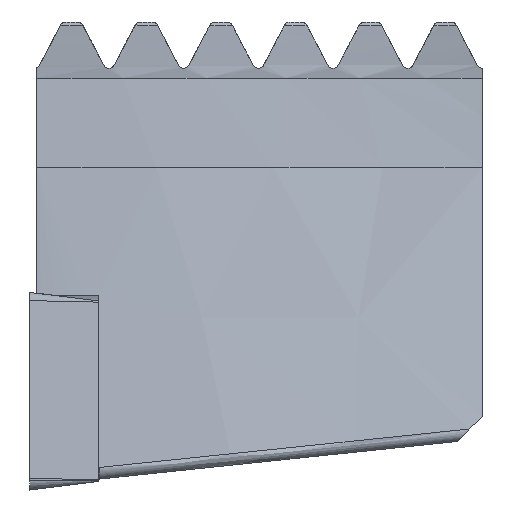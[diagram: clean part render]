
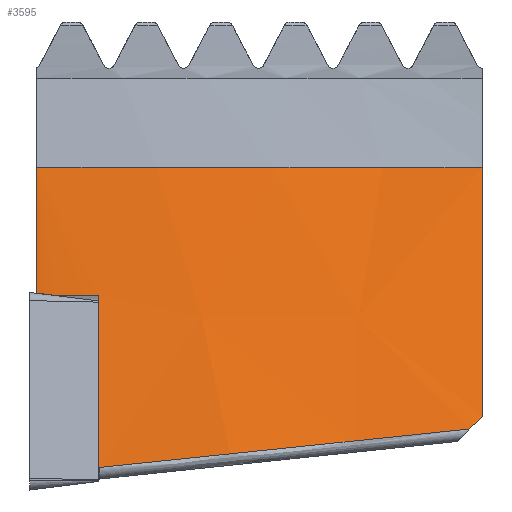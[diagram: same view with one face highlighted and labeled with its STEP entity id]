
A CAD part, left-side view. The second image highlights one B-rep face of the part: STEP entity #3595.
In plain terms, the highlighted conical face has half-angle 10 degrees and reference radius 57.438 mm.
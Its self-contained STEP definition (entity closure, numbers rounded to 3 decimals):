
#1309=VERTEX_POINT('NONE',#3723);
#1325=EDGE_CURVE('NONE',#3349,#2813,#3741,.F.);
#1337=EDGE_CURVE('NONE',#3303,#3199,#3753,.T.);
#1573=EDGE_CURVE('NONE',#1309,#2863,#4009,.F.);
#1897=EDGE_CURVE('NONE',#1899,#2813,#4364,.T.);
#1899=VERTEX_POINT('NONE',#4366);
#1965=VERTEX_POINT('NONE',#4437);
#2171=EDGE_CURVE('NONE',#1965,#1309,#4666,.T.);
#2173=EDGE_CURVE('NONE',#3571,#3349,#4668,.T.);
#2431=EDGE_CURVE('NONE',#3571,#2863,#4949,.T.);
#2531=EDGE_CURVE('NONE',#3199,#1899,#5061,.T.);
#2813=VERTEX_POINT('NONE',#5374);
#2863=VERTEX_POINT('NONE',#5430);
#3199=VERTEX_POINT('NONE',#5799);
#3303=VERTEX_POINT('NONE',#5911);
#3349=VERTEX_POINT('NONE',#5959);
#3397=EDGE_CURVE('NONE',#1965,#3303,#6011,.T.);
#3571=VERTEX_POINT('NONE',#6203);
#3595=ADVANCED_FACE('NONE',(#6228),#6229,.T.);
#3723=CARTESIAN_POINT('',(3.28,-0.56,15.811));
#3741=ELLIPSE('',#6421,98.252,68.386);
#3753=(B_SPLINE_CURVE(2,(#6441,#6442,#6443),.UNSPECIFIED.,.F.,.F.)B_SPLINE_CURVE_WITH_KNOTS((3,3),(1.311,15.351),.UNSPECIFIED.)RATIONAL_B_SPLINE_CURVE((1.,1.,1.))BOUNDED_CURVE()REPRESENTATION_ITEM('')GEOMETRIC_REPRESENTATION_ITEM()CURVE());
#4009=LINE('',#6890,#6891);
#4364=B_SPLINE_CURVE_WITH_KNOTS('',3,(#7510,#7511,#7512,#7513,#7514,#7515,#7516,#7517,#7518,#7519,#7520,#7521,#7522),.UNSPECIFIED.,.F.,.F.,(4,3,3,3,4),(0.0,0.2,0.723,0.833,1.0),.UNSPECIFIED.);
#4366=CARTESIAN_POINT('',(1.034,-5.585,1.814));
#4437=CARTESIAN_POINT('',(3.274,-2.06,15.64));
#4666=ELLIPSE('',#7975,59.623,59.228);
#4668=(B_SPLINE_CURVE(2,(#7979,#7980,#7981),.UNSPECIFIED.,.F.,.F.)B_SPLINE_CURVE_WITH_KNOTS((3,3),(1.362,21.862),.UNSPECIFIED.)RATIONAL_B_SPLINE_CURVE((1.,1.001,1.))BOUNDED_CURVE()REPRESENTATION_ITEM('')GEOMETRIC_REPRESENTATION_ITEM()CURVE());
#4949=CIRCLE('',#8455,57.438);
#5061=CIRCLE('',#9566,61.688);
#5374=CARTESIAN_POINT('',(12.366,-35.361,4.904));
#5430=CARTESIAN_POINT('',(5.063,-0.56,25.919));
#5799=CARTESIAN_POINT('',(1.032,-5.56,1.814));
#5911=CARTESIAN_POINT('',(3.479,-5.56,15.64));
#5959=CARTESIAN_POINT('',(13.297,-36.36,5.903));
#6011=CIRCLE('',#11255,59.25);
#6203=CARTESIAN_POINT('',(17.744,-36.36,25.919));
#6228=FACE_OUTER_BOUND('',#11567,.T.);
#6229=CONICAL_SURFACE('',#11568,57.438,0.175);
#6421=AXIS2_PLACEMENT_3D('',#11728,#11729,#11730);
#6441=CARTESIAN_POINT('',(3.479,-5.56,15.64));
#6442=CARTESIAN_POINT('',(2.28,-5.56,8.868));
#6443=CARTESIAN_POINT('',(1.032,-5.56,1.814));
#6890=CARTESIAN_POINT('',(4.172,-0.56,20.865));
#6891=VECTOR('',#12036,1.0);
#7510=CARTESIAN_POINT('',(1.034,-5.585,1.814));
#7511=CARTESIAN_POINT('',(1.254,-7.719,2.036));
#7512=CARTESIAN_POINT('',(1.587,-9.844,2.256));
#7513=CARTESIAN_POINT('',(2.028,-11.945,2.474));
#7514=CARTESIAN_POINT('',(3.183,-17.437,3.044));
#7515=CARTESIAN_POINT('',(5.09,-22.772,3.598));
#7516=CARTESIAN_POINT('',(7.682,-27.755,4.115));
#7517=CARTESIAN_POINT('',(8.231,-28.81,4.224));
#7518=CARTESIAN_POINT('',(8.81,-29.85,4.332));
#7519=CARTESIAN_POINT('',(9.42,-30.873,4.438));
#7520=CARTESIAN_POINT('',(10.336,-32.41,4.598));
#7521=CARTESIAN_POINT('',(11.32,-33.909,4.753));
#7522=CARTESIAN_POINT('',(12.366,-35.361,4.904));
#7975=AXIS2_PLACEMENT_3D('',#12803,#12804,#12805);
#7979=CARTESIAN_POINT('',(17.744,-36.36,25.919));
#7980=CARTESIAN_POINT('',(15.587,-36.36,16.385));
#7981=CARTESIAN_POINT('',(13.297,-36.36,5.903));
#8455=AXIS2_PLACEMENT_3D('',#13139,#13140,#13141);
#9566=AXIS2_PLACEMENT_3D('',#13283,#13284,#13285);
#11255=AXIS2_PLACEMENT_3D('',#14349,#14350,#14351);
#11567=EDGE_LOOP('',(#14589,#14590,#14591,#14592,#14593,#14594,#14595,#14596,#14597));
#11568=AXIS2_PLACEMENT_3D('',#14598,#14599,#14600);
#11728=CARTESIAN_POINT('',(62.5,11.89,-42.348));
#11729=DIRECTION('',(0.,0.707,0.707));
#11730=DIRECTION('',(0.,0.707,-0.707));
#12036=DIRECTION('',(-0.174,0.,-0.985));
#12803=CARTESIAN_POINT('',(62.5,-1.55,15.698));
#12804=DIRECTION('',(0.,0.113,-0.994));
#12805=DIRECTION('',(0.,0.994,0.113));
#13139=CARTESIAN_POINT('',(62.5,-0.36,25.919));
#13140=DIRECTION('',(0.,0.,-1.0));
#13141=DIRECTION('',(-1.0,0.,0.));
#13283=CARTESIAN_POINT('',(62.5,-0.36,1.814));
#13284=DIRECTION('',(0.,0.,1.0));
#13285=DIRECTION('',(-1.0,0.,0.));
#14349=CARTESIAN_POINT('',(62.5,-0.36,15.64));
#14350=DIRECTION('',(0.,0.,1.0));
#14351=DIRECTION('',(-1.0,0.,0.));
#14589=ORIENTED_EDGE('',*,*,#1325,.F.);
#14590=ORIENTED_EDGE('',*,*,#2173,.F.);
#14591=ORIENTED_EDGE('',*,*,#2431,.T.);
#14592=ORIENTED_EDGE('',*,*,#1573,.F.);
#14593=ORIENTED_EDGE('',*,*,#2171,.F.);
#14594=ORIENTED_EDGE('',*,*,#3397,.T.);
#14595=ORIENTED_EDGE('',*,*,#1337,.T.);
#14596=ORIENTED_EDGE('',*,*,#2531,.T.);
#14597=ORIENTED_EDGE('',*,*,#1897,.T.);
#14598=CARTESIAN_POINT('',(62.5,-0.36,25.919));
#14599=DIRECTION('',(0.,0.,-1.0));
#14600=DIRECTION('',(-1.0,0.,0.));
